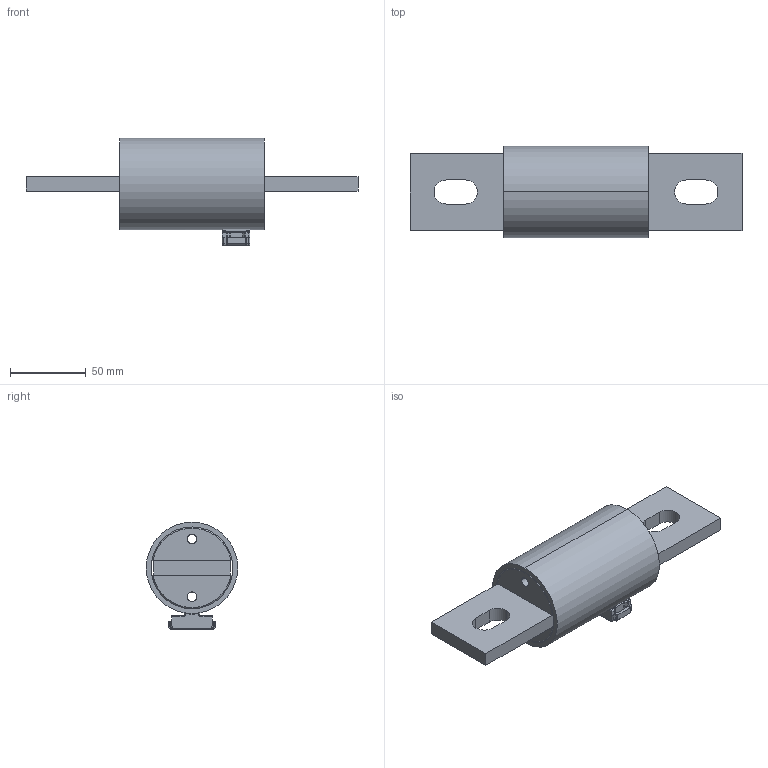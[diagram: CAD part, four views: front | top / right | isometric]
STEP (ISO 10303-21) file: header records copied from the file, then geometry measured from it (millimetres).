
FILE_DESCRIPTION (( 'STEP AP214' ), '1' );
FILE_NAME ('700762reva.STEP', '2013-05-29T15:22:39', ( '' ), ( '' ), 'SwSTEP 2.0', 'SolidWorks 2012', '' );
FILE_SCHEMA (( 'AUTOMOTIVE_DESIGN' ));
Length unit declared in the file: inch
Products named in the file (1): 700762reva
Bounding box: 219.07 x 60.33 x 71.07 mm (x, y, z)
Surface area: 59718.7 mm2 (no closed solid volume)
Topology: 0 solids, 12 shells, 174 faces, 549 edges, 376 vertices
Faces by surface type: cylinder 71, plane 68, torus 24, cone 6, sphere 5
Entity records: 8660 total; most frequent: CARTESIAN_POINT 1500, DIRECTION 1073, ORIENTED_EDGE 916, EDGE_CURVE 544, AXIS2_PLACEMENT_3D 389, VERTEX_POINT 376, LINE 295, VECTOR 295
